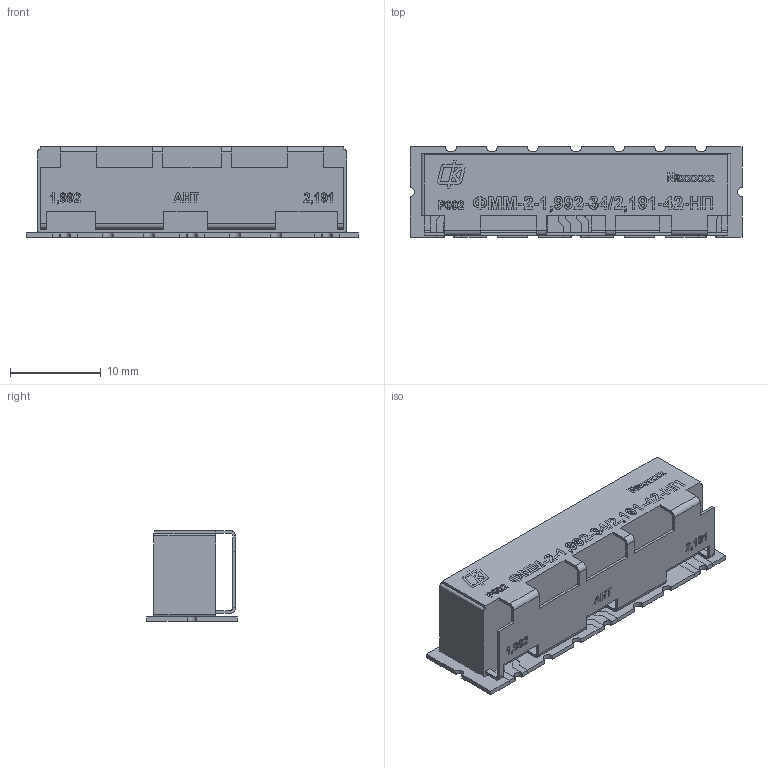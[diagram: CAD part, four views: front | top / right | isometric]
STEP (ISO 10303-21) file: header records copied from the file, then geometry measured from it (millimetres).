
FILE_DESCRIPTION(('STEP AP203'), '1');
FILE_NAME('ÍØÁÀ.468843.013_Äèïëåêñåð ÔÌÌ-2-1,992-34(2,191-42-ÍÏ', '', ('UNSPECIFIED'), ('UNSPECIFIED'), 'ASCON STEP Converter 1.6', 'ASCON Math Kernel', '');
FILE_SCHEMA(('CONFIG_CONTROL_DESIGN'));
Length unit declared in the file: millimetre
Products named in the file (1): НШБА.468843.013_Диплексер ФММ-2-1,992-34(2,191-42-НП
Bounding box: 36.5 x 10 x 10 mm (x, y, z)
Volume: 2450.6 mm3; surface area: 2111.4 mm2
Topology: 1 solids, 1 shells, 820 faces, 2253 edges, 1490 vertices
Faces by surface type: plane 559, bspline 218, cylinder 43
Entity records: 56417 total; most frequent: CARTESIAN_POINT 30695, ORIENTED_EDGE 4506, DIRECTION 2940, EDGE_CURVE 2253, LINE 1562, VECTOR 1562, VERTEX_POINT 1490, FACE_BOUND 895
